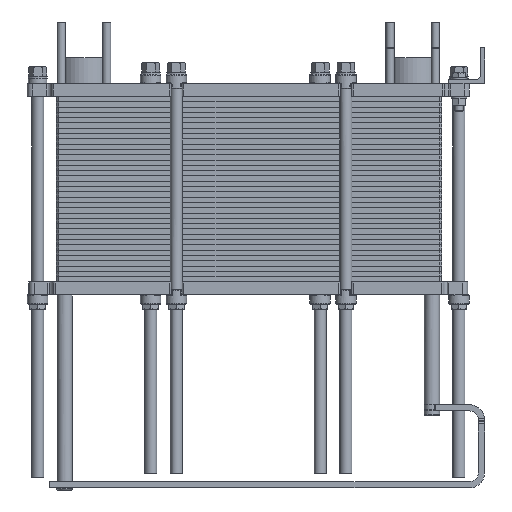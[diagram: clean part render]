
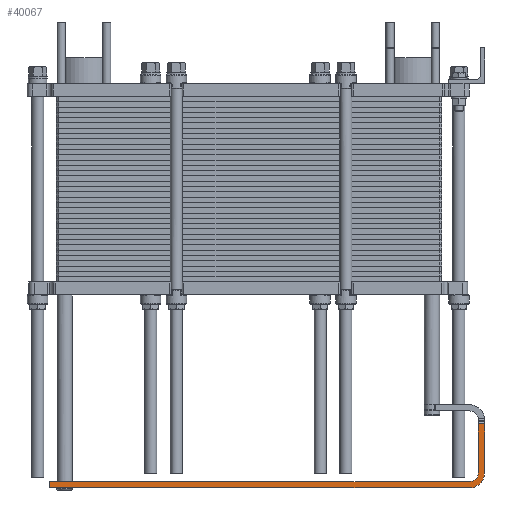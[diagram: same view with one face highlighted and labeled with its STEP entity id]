
A CAD part, left-side view. The second image highlights one B-rep face of the part: STEP entity #40067.
In plain terms, the highlighted planar face has unit normal (-1, 0, 0).
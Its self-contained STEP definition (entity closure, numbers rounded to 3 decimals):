
#2136=CIRCLE('',#43466,18.);
#2137=CIRCLE('',#43468,30.);
#3369=PLANE('',#43472);
#5901=LINE('',#72084,#8868);
#5903=LINE('',#72092,#8870);
#5911=LINE('',#72121,#8878);
#5917=LINE('',#72153,#8884);
#5928=LINE('',#72196,#8895);
#5937=LINE('',#72224,#8904);
#8868=VECTOR('',#52159,10.);
#8870=VECTOR('',#52165,10.);
#8878=VECTOR('',#52189,10.);
#8884=VECTOR('',#52207,10.);
#8895=VECTOR('',#52238,10.);
#8904=VECTOR('',#52279,10.);
#11246=FACE_OUTER_BOUND('',#13589,.T.);
#13589=EDGE_LOOP('',(#31714,#31715,#31716,#31717,#31718,#31719,#31720,#31721));
#17387=VERTEX_POINT('',#72078);
#17389=VERTEX_POINT('',#72082);
#17391=VERTEX_POINT('',#72088);
#17393=VERTEX_POINT('',#72091);
#17405=VERTEX_POINT('',#72118);
#17406=VERTEX_POINT('',#72120);
#17414=VERTEX_POINT('',#72151);
#17424=VERTEX_POINT('',#72194);
#22371=EDGE_CURVE('',#17389,#17387,#5901,.T.);
#22374=EDGE_CURVE('',#17391,#17393,#5903,.T.);
#22388=EDGE_CURVE('',#17405,#17406,#5911,.T.);
#22399=EDGE_CURVE('',#17414,#17405,#5917,.T.);
#22417=EDGE_CURVE('',#17424,#17414,#5928,.T.);
#22431=EDGE_CURVE('',#17387,#17424,#2136,.T.);
#22432=EDGE_CURVE('',#17406,#17391,#2137,.T.);
#22433=EDGE_CURVE('',#17393,#17389,#5937,.T.);
#31714=ORIENTED_EDGE('',*,*,#22399,.F.);
#31715=ORIENTED_EDGE('',*,*,#22417,.F.);
#31716=ORIENTED_EDGE('',*,*,#22431,.F.);
#31717=ORIENTED_EDGE('',*,*,#22371,.F.);
#31718=ORIENTED_EDGE('',*,*,#22433,.F.);
#31719=ORIENTED_EDGE('',*,*,#22374,.F.);
#31720=ORIENTED_EDGE('',*,*,#22432,.F.);
#31721=ORIENTED_EDGE('',*,*,#22388,.F.);
#40067=ADVANCED_FACE('',(#11246),#3369,.T.);
#43466=AXIS2_PLACEMENT_3D('',#72220,#52271,#52272);
#43468=AXIS2_PLACEMENT_3D('',#72222,#52275,#52276);
#43472=AXIS2_PLACEMENT_3D('',#72227,#52284,#52285);
#52159=DIRECTION('',(0.,-1.,0.));
#52165=DIRECTION('',(0.,1.,0.));
#52189=DIRECTION('',(0.,0.,-1.));
#52207=DIRECTION('',(0.,-1.,0.));
#52238=DIRECTION('',(0.,0.,1.));
#52271=DIRECTION('center_axis',(-1.,0.,0.));
#52272=DIRECTION('ref_axis',(0.,-0.707,-0.707));
#52275=DIRECTION('center_axis',(1.,0.,0.));
#52276=DIRECTION('ref_axis',(0.,-0.707,-0.707));
#52279=DIRECTION('',(0.,0.,1.));
#52284=DIRECTION('center_axis',(-1.,0.,0.));
#52285=DIRECTION('ref_axis',(0.,0.,
1.));
#72078=CARTESIAN_POINT('',(-20.,-430.,-774.999));
#72082=CARTESIAN_POINT('',(-20.,387.,-774.999));
#72084=CARTESIAN_POINT('',(-20.,-448.,-774.999));
#72088=CARTESIAN_POINT('',(-20.,-430.,-786.999));
#72091=CARTESIAN_POINT('',(-20.,387.,-786.999));
#72092=CARTESIAN_POINT('',(-20.,387.,-786.999));
#72118=CARTESIAN_POINT('',(-20.,-460.,-662.341));
#72120=CARTESIAN_POINT('',(-20.,-460.,-756.999));
#72121=CARTESIAN_POINT('',(-20.,-460.,-786.999));
#72151=CARTESIAN_POINT('',(-20.,-448.,-662.341));
#72153=CARTESIAN_POINT('',(-20.,-293.229,-662.341));
#72194=CARTESIAN_POINT('',(-20.,-448.,-756.999));
#72196=CARTESIAN_POINT('',(-20.,-448.,-636.999));
#72220=CARTESIAN_POINT('Origin',(-20.,-430.,-756.999));
#72222=CARTESIAN_POINT('Origin',(-20.,-430.,-756.999));
#72224=CARTESIAN_POINT('',(-20.,387.,-774.999));
#72227=CARTESIAN_POINT('Origin',(-20.,-126.458,-754.868));
